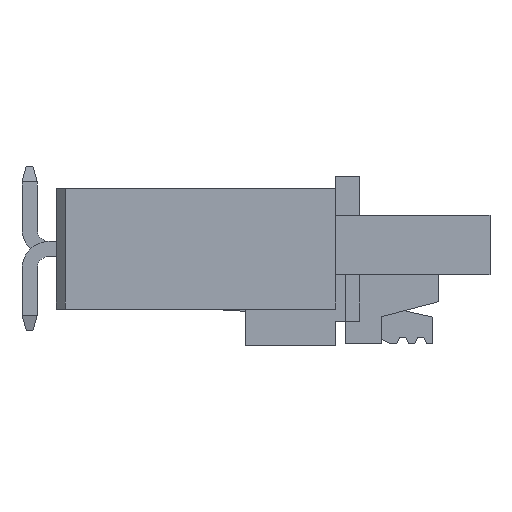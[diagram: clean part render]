
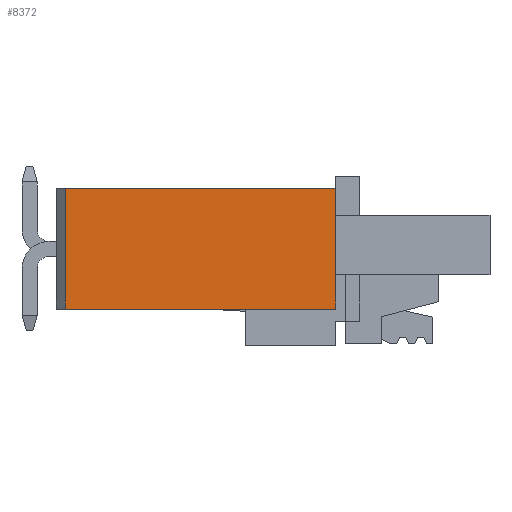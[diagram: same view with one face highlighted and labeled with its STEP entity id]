
A CAD part, left-side view. The second image highlights one B-rep face of the part: STEP entity #8372.
In plain terms, the highlighted face is planar.
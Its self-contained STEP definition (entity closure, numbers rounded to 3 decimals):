
#721 = CARTESIAN_POINT ( 'NONE',  ( 8.89, 0., -5.715 ) ) ;
#760 = FACE_OUTER_BOUND ( 'NONE', #14167, .T. ) ;
#894 = VECTOR ( 'NONE', #14462, 1000. ) ;
#976 = DIRECTION ( 'NONE',  ( 0., 1., 0. ) ) ;
#1061 = DIRECTION ( 'NONE',  ( 0., 0., -1. ) ) ;
#1249 = VERTEX_POINT ( 'NONE', #15564 ) ;
#1371 = CARTESIAN_POINT ( 'NONE',  ( 8.89, -2.54, 5.715 ) ) ;
#1676 = ORIENTED_EDGE ( 'NONE', *, *, #12926, .F. ) ;
#3330 = LINE ( 'NONE', #721, #13242 ) ;
#4093 = EDGE_CURVE ( 'NONE', #5218, #1249, #11629, .T. ) ;
#4264 = VERTEX_POINT ( 'NONE', #7060 ) ;
#4547 = ORIENTED_EDGE ( 'NONE', *, *, #4093, .F. ) ;
#5218 = VERTEX_POINT ( 'NONE', #15844 ) ;
#5786 = LINE ( 'NONE', #11578, #14670 ) ;
#6029 = EDGE_CURVE ( 'NONE', #14764, #5218, #6279, .T. ) ;
#6279 = LINE ( 'NONE', #13567, #6491 ) ;
#6491 = VECTOR ( 'NONE', #12237, 1000. ) ;
#6802 = CARTESIAN_POINT ( 'NONE',  ( 8.89, 2.54, 5.715 ) ) ;
#7060 = CARTESIAN_POINT ( 'NONE',  ( 8.89, -2.54, -5.715 ) ) ;
#7738 = DIRECTION ( 'NONE',  ( 0., 0., 1. ) ) ;
#8372 = ADVANCED_FACE ( 'NONE', ( #760 ), #8635, .T. ) ;
#8635 = PLANE ( 'NONE',  #13781 ) ;
#10206 = CARTESIAN_POINT ( 'NONE',  ( 8.89, 0., 0. ) ) ;
#11578 = CARTESIAN_POINT ( 'NONE',  ( 8.89, -2.54, -5.715 ) ) ;
#11629 = LINE ( 'NONE', #6802, #894 ) ;
#12237 = DIRECTION ( 'NONE',  ( 0., 1., 0. ) ) ;
#12926 = EDGE_CURVE ( 'NONE', #4264, #14764, #5786, .T. ) ;
#13242 = VECTOR ( 'NONE', #976, 1000. ) ;
#13413 = EDGE_CURVE ( 'NONE', #4264, #1249, #3330, .T. ) ;
#13567 = CARTESIAN_POINT ( 'NONE',  ( 8.89, 2.54, 5.715 ) ) ;
#13781 = AXIS2_PLACEMENT_3D ( 'NONE', #10206, #15332, #1061 ) ;
#14167 = EDGE_LOOP ( 'NONE', ( #16756, #1676, #14590, #4547 ) ) ;
#14462 = DIRECTION ( 'NONE',  ( 0., 0., -1. ) ) ;
#14590 = ORIENTED_EDGE ( 'NONE', *, *, #13413, .T. ) ;
#14670 = VECTOR ( 'NONE', #7738, 1000. ) ;
#14764 = VERTEX_POINT ( 'NONE', #1371 ) ;
#15332 = DIRECTION ( 'NONE',  ( 1., 0., 0. ) ) ;
#15564 = CARTESIAN_POINT ( 'NONE',  ( 8.89, 2.54, -5.715 ) ) ;
#15844 = CARTESIAN_POINT ( 'NONE',  ( 8.89, 2.54, 5.715 ) ) ;
#16756 = ORIENTED_EDGE ( 'NONE', *, *, #6029, .F. ) ;
